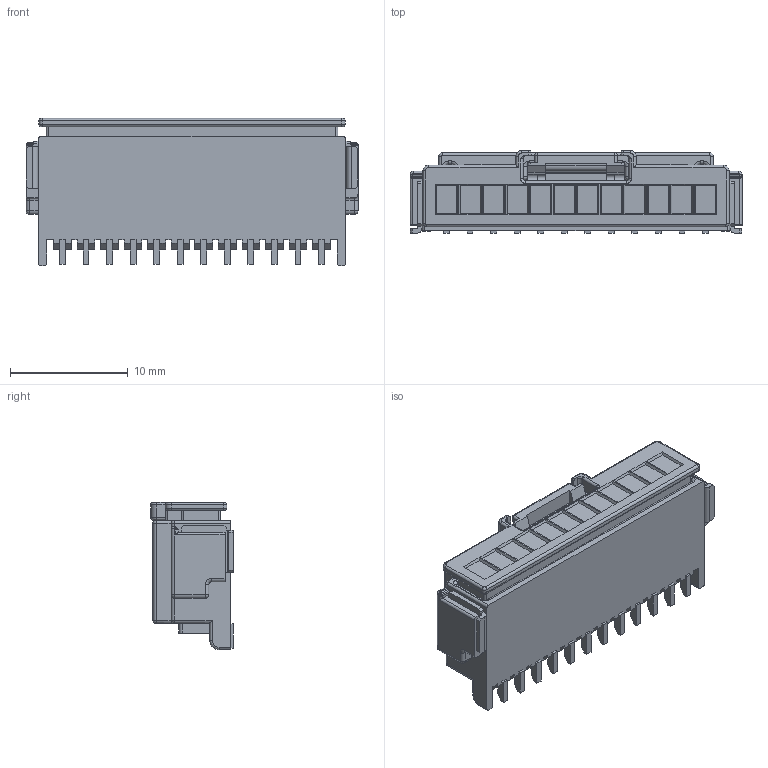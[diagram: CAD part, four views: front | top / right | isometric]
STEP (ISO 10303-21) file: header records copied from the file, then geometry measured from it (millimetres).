
FILE_DESCRIPTION (( 'STEP AP214' ), '1' );
FILE_NAME ('C_020_S_BL_SMT_12P_H.STEP', '2019-02-13T00:01:38', ( 'Personal' ), ( 'Microsoft' ), 'SwSTEP 2.0', 'SolidWorks 2014', '' );
FILE_SCHEMA (( 'AUTOMOTIVE_DESIGN' ));
Length unit declared in the file: millimetre
Products named in the file (3): C_020_S_BL_SMT_12P_H; C_020 S 12F HSG; C_020_S_BL_SMT_12M_H_ASSY
Assembly tree (2 placements, depth 2):
  C_020_S_BL_SMT_12P_H
    C_020_S_BL_SMT_12M_H_ASSY
    C_020 S 12F HSG
Bounding box: 28.2 x 7.01 x 12.5 mm (x, y, z)
Volume: 1638.4 mm3; surface area: 2810.2 mm2
Topology: 2 solids, 2 shells, 1054 faces, 2688 edges, 1636 vertices
Faces by surface type: plane 644, cylinder 275, torus 77, bspline 34, sphere 24
Entity records: 32149 total; most frequent: CARTESIAN_POINT 6945, ORIENTED_EDGE 5292, DIRECTION 5109, EDGE_CURVE 2646, VECTOR 2005, LINE 2005, VERTEX_POINT 1636, AXIS2_PLACEMENT_3D 1552
